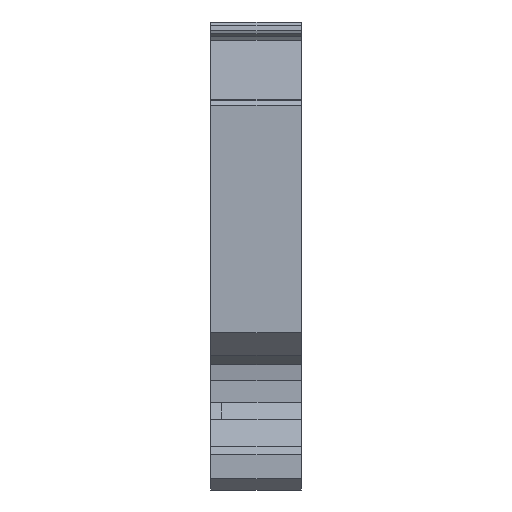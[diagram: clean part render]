
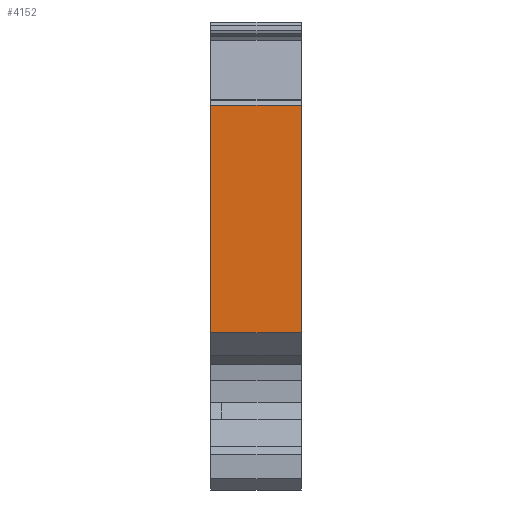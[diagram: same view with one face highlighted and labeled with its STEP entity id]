
A CAD part, left-side view. The second image highlights one B-rep face of the part: STEP entity #4152.
In plain terms, the highlighted free-form (B-spline) face has degree [1, 1] with [2, 2] control points.
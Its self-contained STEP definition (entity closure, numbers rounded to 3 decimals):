
#3363=CARTESIAN_POINT('',(-29.8,8.2,28.683));
#3364=VERTEX_POINT('',#3363);
#3373=CARTESIAN_POINT('',(-29.8,0.,28.683));
#3374=VERTEX_POINT('',#3373);
#3375=CARTESIAN_POINT('',(-29.8,0.,28.683));
#3376=CARTESIAN_POINT('',(-29.8,8.2,28.683));
#3377=B_SPLINE_CURVE_WITH_KNOTS('',1,(#3375,#3376),.POLYLINE_FORM.,.F.,.U.,(2,2),(0.,1.),.UNSPECIFIED.);
#3378=EDGE_CURVE('',#3374,#3364,#3377,.T.);
#3409=CARTESIAN_POINT('',(-29.8,8.2,8.1));
#3410=VERTEX_POINT('',#3409);
#3418=CARTESIAN_POINT('',(-29.8,0.,8.1));
#3419=VERTEX_POINT('',#3418);
#3426=CARTESIAN_POINT('',(-29.8,8.2,8.1));
#3427=CARTESIAN_POINT('',(-29.8,0.,8.1));
#3428=B_SPLINE_CURVE_WITH_KNOTS('',1,(#3426,#3427),.POLYLINE_FORM.,.F.,.U.,(2,2),(0.,1.),.UNSPECIFIED.);
#3429=EDGE_CURVE('',#3410,#3419,#3428,.T.);
#4133=CARTESIAN_POINT('',(-29.8,-1.005,5.187));
#4134=CARTESIAN_POINT('',(-29.8,9.205,5.187));
#4135=CARTESIAN_POINT('',(-29.8,-1.005,30.747));
#4136=CARTESIAN_POINT('',(-29.8,9.205,30.747));
#4137=B_SPLINE_SURFACE_WITH_KNOTS('',1,1,((#4133,#4134),(#4135,#4136)),.PLANE_SURF.,.F.,.F.,.U.,(2,2),(2,2),(0.,1.),(0.,1.),.UNSPECIFIED.);
#4138=ORIENTED_EDGE('',*,*,#3378,.T.);
#4139=CARTESIAN_POINT('',(-29.8,8.2,8.1));
#4140=CARTESIAN_POINT('',(-29.8,8.2,28.683));
#4141=B_SPLINE_CURVE_WITH_KNOTS('',1,(#4139,#4140),.POLYLINE_FORM.,.F.,.U.,(2,2),(0.,1.),.UNSPECIFIED.);
#4142=EDGE_CURVE('',#3410,#3364,#4141,.T.);
#4143=ORIENTED_EDGE('',*,*,#4142,.F.);
#4144=ORIENTED_EDGE('',*,*,#3429,.T.);
#4145=CARTESIAN_POINT('',(-29.8,0.,28.683));
#4146=CARTESIAN_POINT('',(-29.8,0.,8.1));
#4147=B_SPLINE_CURVE_WITH_KNOTS('',1,(#4145,#4146),.POLYLINE_FORM.,.F.,.U.,(2,2),(0.,1.),.UNSPECIFIED.);
#4148=EDGE_CURVE('',#3374,#3419,#4147,.T.);
#4149=ORIENTED_EDGE('',*,*,#4148,.F.);
#4150=EDGE_LOOP('',(#4138,#4143,#4144,#4149));
#4151=FACE_OUTER_BOUND('',#4150,.T.);
#4152=ADVANCED_FACE('',(#4151),#4137,.T.);
